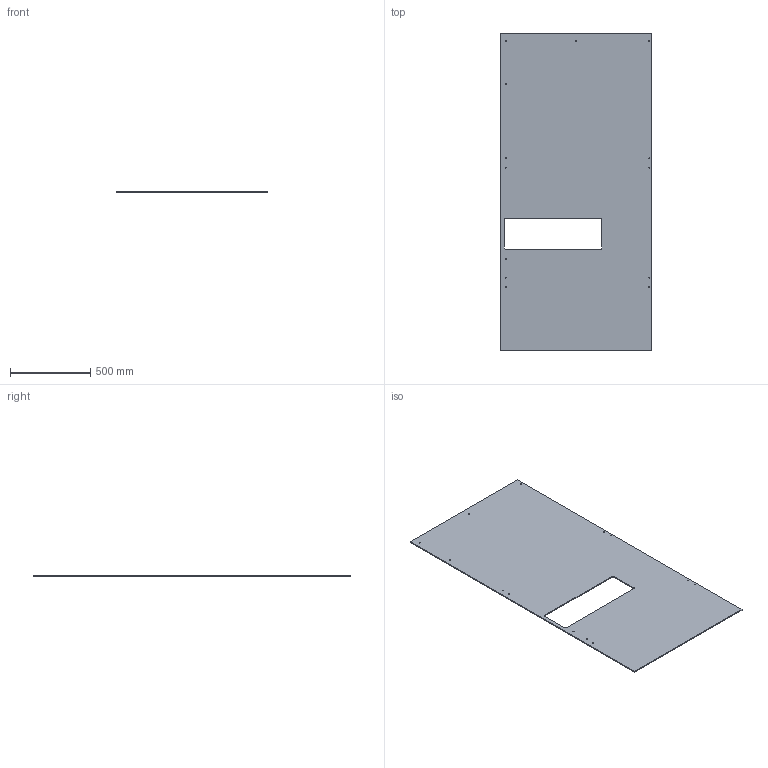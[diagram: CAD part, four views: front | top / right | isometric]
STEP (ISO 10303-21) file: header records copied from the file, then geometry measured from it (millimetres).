
FILE_DESCRIPTION(/* description */ (''),/* implementation_level */ '2;1');
FILE_NAME(/* name */ 'GE-17230_44.stp',/* time_stamp */ '2017-01-08T13:54:57-05:00',/* author */ ('jeff1'),/* organization */ (''),/* preprocessor_version */ 'ST-DEVELOPER v16.5',/* originating_system */ 'Autodesk Inventor 2017',/* authorisation */ '');
FILE_SCHEMA (('AUTOMOTIVE_DESIGN { 1 0 10303 214 3 1 1 }'));
Length unit declared in the file: inch
Products named in the file (1): GE-17230_44
Bounding box: 946.15 x 1981.2 x 6.35 mm (x, y, z)
Volume: 11163018.1 mm3; surface area: 3564926.2 mm2
Topology: 1 solids, 1 shells, 27 faces, 75 edges, 50 vertices
Faces by surface type: cylinder 17, plane 10
Full cylindrical faces by diameter (mm): 6.731 x13
Entity records: 906 total; most frequent: DIRECTION 152, CARTESIAN_POINT 140, ORIENTED_EDGE 124, EDGE_LOOP 68, EDGE_CURVE 62, AXIS2_PLACEMENT_3D 62, VERTEX_POINT 50, FACE_BOUND 41
